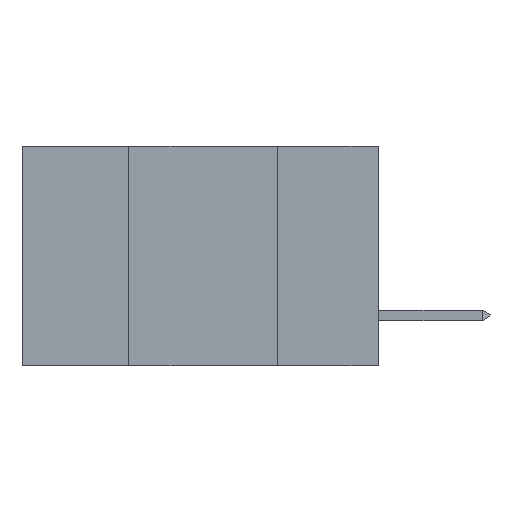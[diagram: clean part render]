
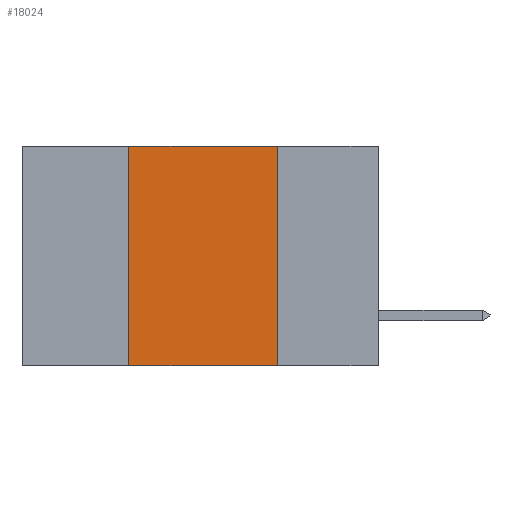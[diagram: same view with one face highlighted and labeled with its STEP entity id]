
A CAD part, left-side view. The second image highlights one B-rep face of the part: STEP entity #18024.
In plain terms, the highlighted planar face has unit normal (-1, 0, 0).
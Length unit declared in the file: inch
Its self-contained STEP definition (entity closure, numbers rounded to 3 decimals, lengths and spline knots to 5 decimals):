
#38 = VECTOR ( 'NONE', #13314, 39.37008 ) ;
#1184 = VECTOR ( 'NONE', #19821, 39.37008 ) ;
#2076 = AXIS2_PLACEMENT_3D ( 'NONE', #17621, #13336, #17524 ) ;
#2120 = LINE ( 'NONE', #9211, #18232 ) ;
#4972 = EDGE_CURVE ( 'NONE', #19033, #12319, #25520, .T. ) ;
#5462 = DIRECTION ( 'NONE',  ( 0., 0., 1. ) ) ;
#7957 = LINE ( 'NONE', #11449, #38 ) ;
#8072 = EDGE_CURVE ( 'NONE', #18520, #19033, #2120, .T. ) ;
#8623 = CARTESIAN_POINT ( 'NONE',  ( 0., 0.42, 0. ) ) ;
#8632 = EDGE_CURVE ( 'NONE', #12319, #9125, #7957, .T. ) ;
#8940 = FACE_OUTER_BOUND ( 'NONE', #13167, .T. ) ;
#9045 = ORIENTED_EDGE ( 'NONE', *, *, #4972, .F. ) ;
#9125 = VERTEX_POINT ( 'NONE', #15137 ) ;
#9211 = CARTESIAN_POINT ( 'NONE',  ( 0., 0.42, 0. ) ) ;
#9913 = CARTESIAN_POINT ( 'NONE',  ( 0., 0.17, 0. ) ) ;
#10781 = CARTESIAN_POINT ( 'NONE',  ( 0., 0.6, 0. ) ) ;
#11449 = CARTESIAN_POINT ( 'NONE',  ( 0., 0.17, 0. ) ) ;
#11542 = VECTOR ( 'NONE', #13339, 39.37008 ) ;
#12319 = VERTEX_POINT ( 'NONE', #9913 ) ;
#12512 = ORIENTED_EDGE ( 'NONE', *, *, #8632, .F. ) ;
#13167 = EDGE_LOOP ( 'NONE', ( #12512, #9045, #25162, #25440 ) ) ;
#13314 = DIRECTION ( 'NONE',  ( 0., 0., -1. ) ) ;
#13336 = DIRECTION ( 'NONE',  ( 1., 0., 0. ) ) ;
#13339 = DIRECTION ( 'NONE',  ( 0., -1., 0. ) ) ;
#15137 = CARTESIAN_POINT ( 'NONE',  ( 0., 0.17, -0.37 ) ) ;
#16003 = LINE ( 'NONE', #22963, #11542 ) ;
#17435 = PLANE ( 'NONE',  #2076 ) ;
#17524 = DIRECTION ( 'NONE',  ( 0., 0., -1. ) ) ;
#17621 = CARTESIAN_POINT ( 'NONE',  ( 0., 0.6, 0. ) ) ;
#18024 = ADVANCED_FACE ( 'NONE', ( #8940 ), #17435, .F. ) ;
#18232 = VECTOR ( 'NONE', #5462, 39.37008 ) ;
#18520 = VERTEX_POINT ( 'NONE', #23049 ) ;
#19033 = VERTEX_POINT ( 'NONE', #8623 ) ;
#19821 = DIRECTION ( 'NONE',  ( 0., -1., 0. ) ) ;
#19963 = EDGE_CURVE ( 'NONE', #18520, #9125, #16003, .T. ) ;
#22963 = CARTESIAN_POINT ( 'NONE',  ( 0., 0.6, -0.37 ) ) ;
#23049 = CARTESIAN_POINT ( 'NONE',  ( 0., 0.42, -0.37 ) ) ;
#25162 = ORIENTED_EDGE ( 'NONE', *, *, #8072, .F. ) ;
#25440 = ORIENTED_EDGE ( 'NONE', *, *, #19963, .T. ) ;
#25520 = LINE ( 'NONE', #10781, #1184 ) ;
